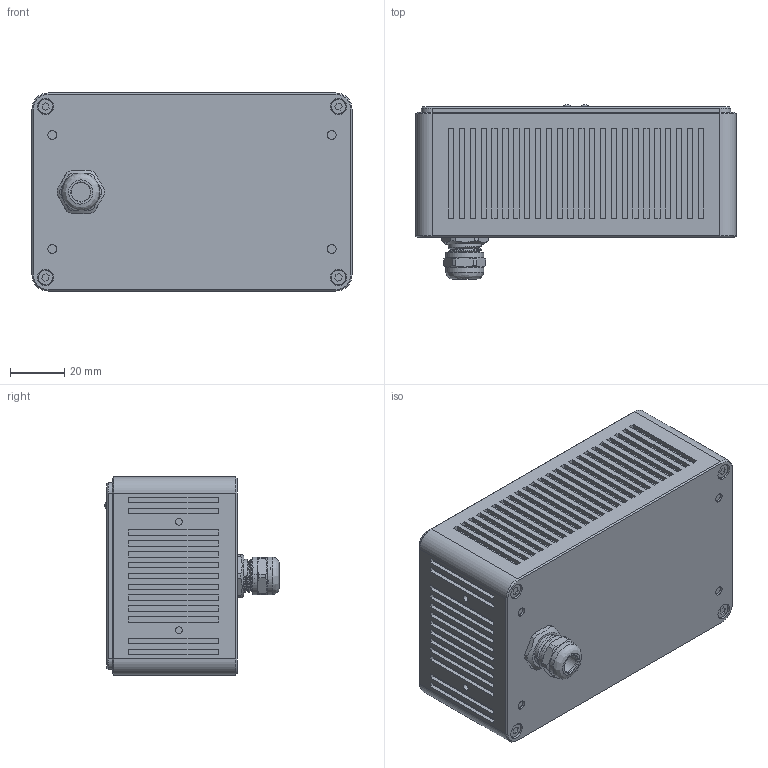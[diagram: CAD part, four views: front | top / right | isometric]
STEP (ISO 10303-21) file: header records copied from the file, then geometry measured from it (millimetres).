
FILE_DESCRIPTION (( 'STEP AP214' ), '1' );
FILE_NAME ('V1 PRO-²úÆ·Íâ¹Û.STEP', '2024-03-01T09:42:52', ( '' ), ( '' ), 'SwSTEP 2.0', 'SolidWorks 2016', '' );
FILE_SCHEMA (( 'AUTOMOTIVE_DESIGN' ));
Length unit declared in the file: millimetre
Products named in the file (1): V1 PRO-莉こ俋夤
Bounding box: 118 x 64.3 x 73 mm (x, y, z)
Volume: 398450.5 mm3; surface area: 55465.7 mm2
Topology: 6 solids, 15 shells, 794 faces, 1953 edges, 1290 vertices
Faces by surface type: plane 568, cylinder 139, cone 55, bspline 22, torus 8, sphere 2
Full cylindrical faces by diameter (mm): 2.5 x8, 2.8 x2, 3 x2, 3.3 x4, 5 x1, 5.5 x4, 6 x4, 7 x2, 7.2 x1, 8.4 x1, 8.8 x2, 9.8 x1, 10.2 x1, 12.5 x1, 13.5 x1, 13.9 x2, 20 x1, 26.9 x1, 27 x1
Entity records: 36548 total; most frequent: CARTESIAN_POINT 9973, ORIENTED_EDGE 3698, DIRECTION 3587, EDGE_CURVE 1849, VECTOR 1279, LINE 1279, VERTEX_POINT 1253, AXIS2_PLACEMENT_3D 1154
